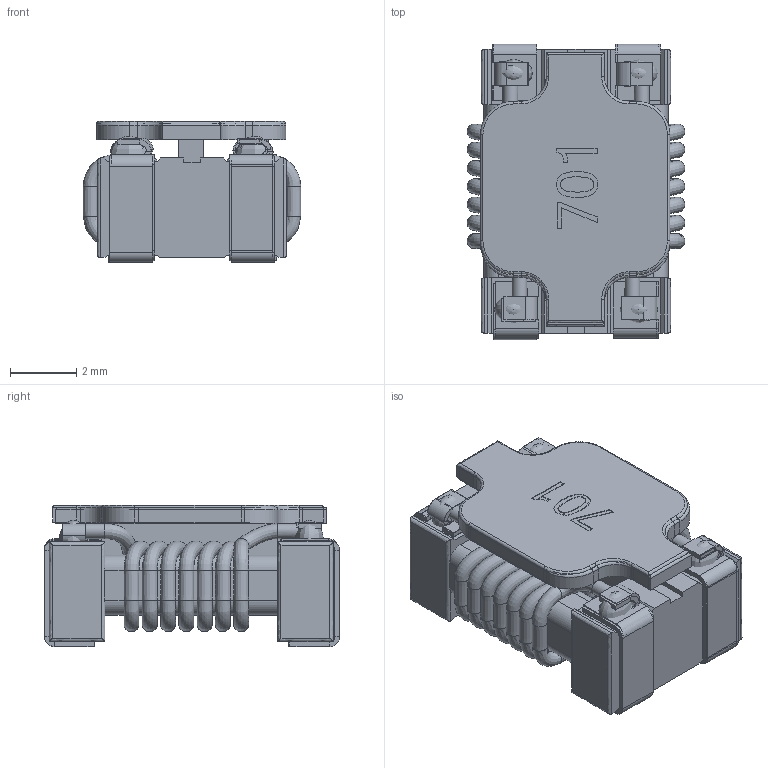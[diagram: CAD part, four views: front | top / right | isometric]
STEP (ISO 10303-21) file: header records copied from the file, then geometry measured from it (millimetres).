
FILE_DESCRIPTION( ('This file contains a STEP AP42 implementation' ,'as created by ZW3D STEP Interface translator.') ,'2;1' );
FILE_NAME( 'AQF9045.stp' ,'20 6 8.142036', (''), ('ZWCAD Software Co.'), 'Version 1.0', 'ZW3D to STEP translator', '' );
FILE_SCHEMA( ('CONFIG_CONTROL_DESIGN') );
Length unit declared in the file: millimetre
Products named in the file (5): 0; AQF9045 3D; AQF9045 CORE  COIL; AQF9045 CLIP; ASF9045 CASE
Assembly tree (11 placements, depth 3):
  0
  AQF9045 3D
    AQF9045 CORE  COIL
      AQF9045 CLIP  x4
      ASF9045 CASE
    AQF9045 CLIP  x4
    ASF9045 CASE
Bounding box: 6.55 x 8.89 x 4.25 mm (x, y, z)
Volume: 160.9 mm3; surface area: 730.8 mm2
Topology: 20 solids, 20 shells, 686 faces, 1674 edges, 998 vertices
Faces by surface type: bspline 686
Entity records: 20028 total; most frequent: CARTESIAN_POINT 15320, ORIENTED_EDGE 1436, EDGE_CURVE 718, B_SPLINE_CURVE_WITH_KNOTS 493, VERTEX_POINT 438, EDGE_LOOP 310, FACE_OUTER_BOUND 305, ADVANCED_FACE 305
